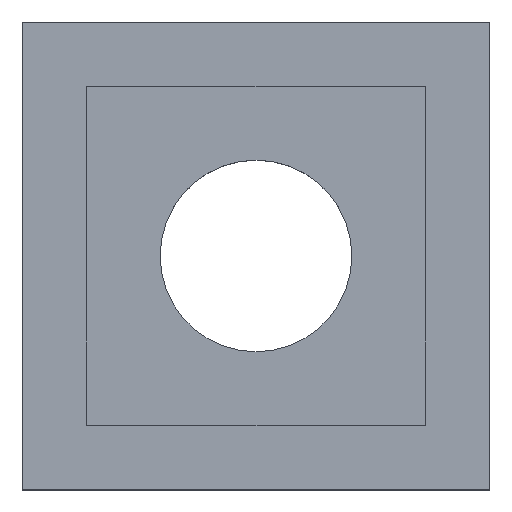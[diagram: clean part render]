
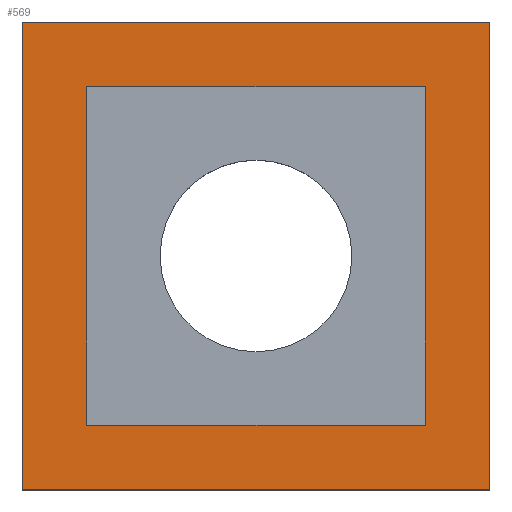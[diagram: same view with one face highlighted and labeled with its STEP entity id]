
A CAD part, top view. The second image highlights one B-rep face of the part: STEP entity #569.
In plain terms, the highlighted planar face has unit normal (0, 0, 1).
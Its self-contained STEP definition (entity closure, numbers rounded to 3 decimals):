
#16 = VECTOR ( 'NONE', #164, 1000. ) ;
#23 = VERTEX_POINT ( 'NONE', #792 ) ;
#49 = CARTESIAN_POINT ( 'NONE',  ( -13.25, 6.55, 7.05 ) ) ;
#86 = DIRECTION ( 'NONE',  ( 0., 1., 0. ) ) ;
#94 = ORIENTED_EDGE ( 'NONE', *, *, #1317, .F. ) ;
#154 = EDGE_CURVE ( 'NONE', #472, #1106, #1423, .T. ) ;
#164 = DIRECTION ( 'NONE',  ( 0., 1., 0. ) ) ;
#167 = EDGE_CURVE ( 'NONE', #1013, #23, #168, .T. ) ;
#168 = LINE ( 'NONE', #1081, #1166 ) ;
#178 = DIRECTION ( 'NONE',  ( -1., 0., 0. ) ) ;
#184 = EDGE_CURVE ( 'NONE', #23, #472, #1385, .T. ) ;
#222 = EDGE_CURVE ( 'NONE', #1106, #1013, #1092, .T. ) ;
#233 = EDGE_CURVE ( 'NONE', #1132, #967, #1254, .T. ) ;
#239 = ORIENTED_EDGE ( 'NONE', *, *, #154, .T. ) ;
#248 = LINE ( 'NONE', #1275, #941 ) ;
#299 = CARTESIAN_POINT ( 'NONE',  ( 18.3, 38.1, 7.05 ) ) ;
#321 = DIRECTION ( 'NONE',  ( 0., 0., 1. ) ) ;
#332 = CARTESIAN_POINT ( 'NONE',  ( -18.3, 38.1, 7.05 ) ) ;
#382 = EDGE_CURVE ( 'NONE', #967, #1244, #1587, .T. ) ;
#383 = CARTESIAN_POINT ( 'NONE',  ( 13.25, 6.55, 7.05 ) ) ;
#472 = VERTEX_POINT ( 'NONE', #383 ) ;
#492 = VECTOR ( 'NONE', #86, 1000. ) ;
#569 = ADVANCED_FACE ( 'NONE', ( #1426, #655 ), #1281, .T. ) ;
#640 = CARTESIAN_POINT ( 'NONE',  ( 18.3, 0.768, 7.05 ) ) ;
#655 = FACE_OUTER_BOUND ( 'NONE', #1030, .T. ) ;
#715 = VECTOR ( 'NONE', #178, 1000. ) ;
#718 = DIRECTION ( 'NONE',  ( 1., 0., 0. ) ) ;
#735 = CARTESIAN_POINT ( 'NONE',  ( -18.3, 1.5, 7.05 ) ) ;
#792 = CARTESIAN_POINT ( 'NONE',  ( 13.25, 33.05, 7.05 ) ) ;
#801 = VECTOR ( 'NONE', #1246, 1000. ) ;
#819 = CARTESIAN_POINT ( 'NONE',  ( -18.3, 38.832, 7.05 ) ) ;
#823 = AXIS2_PLACEMENT_3D ( 'NONE', #947, #321, #718 ) ;
#909 = LINE ( 'NONE', #640, #1641 ) ;
#910 = DIRECTION ( 'NONE',  ( -1., 0., 0. ) ) ;
#926 = DIRECTION ( 'NONE',  ( 1., 0., 0. ) ) ;
#929 = VECTOR ( 'NONE', #1361, 1000. ) ;
#934 = ORIENTED_EDGE ( 'NONE', *, *, #382, .F. ) ;
#941 = VECTOR ( 'NONE', #910, 1000. ) ;
#947 = CARTESIAN_POINT ( 'NONE',  ( 19.032, 0.768, 7.05 ) ) ;
#967 = VERTEX_POINT ( 'NONE', #735 ) ;
#1013 = VERTEX_POINT ( 'NONE', #1643 ) ;
#1019 = CARTESIAN_POINT ( 'NONE',  ( 13.25, 0.768, 7.05 ) ) ;
#1030 = EDGE_LOOP ( 'NONE', ( #1170, #94, #1540, #934 ) ) ;
#1081 = CARTESIAN_POINT ( 'NONE',  ( 19.032, 33.05, 7.05 ) ) ;
#1086 = EDGE_CURVE ( 'NONE', #1109, #1244, #248, .T. ) ;
#1092 = LINE ( 'NONE', #1582, #492 ) ;
#1106 = VERTEX_POINT ( 'NONE', #49 ) ;
#1109 = VERTEX_POINT ( 'NONE', #299 ) ;
#1132 = VERTEX_POINT ( 'NONE', #1560 ) ;
#1166 = VECTOR ( 'NONE', #926, 1000. ) ;
#1170 = ORIENTED_EDGE ( 'NONE', *, *, #233, .F. ) ;
#1244 = VERTEX_POINT ( 'NONE', #332 ) ;
#1246 = DIRECTION ( 'NONE',  ( 0., -1., 0. ) ) ;
#1254 = LINE ( 'NONE', #1640, #929 ) ;
#1275 = CARTESIAN_POINT ( 'NONE',  ( 19.032, 38.1, 7.05 ) ) ;
#1281 = PLANE ( 'NONE',  #823 ) ;
#1316 = DIRECTION ( 'NONE',  ( 0., -1., 0. ) ) ;
#1317 = EDGE_CURVE ( 'NONE', #1109, #1132, #909, .T. ) ;
#1325 = CARTESIAN_POINT ( 'NONE',  ( 19.032, 6.55, 7.05 ) ) ;
#1343 = ORIENTED_EDGE ( 'NONE', *, *, #222, .T. ) ;
#1350 = ORIENTED_EDGE ( 'NONE', *, *, #167, .T. ) ;
#1361 = DIRECTION ( 'NONE',  ( -1., 0., 0. ) ) ;
#1385 = LINE ( 'NONE', #1019, #801 ) ;
#1423 = LINE ( 'NONE', #1325, #715 ) ;
#1426 = FACE_BOUND ( 'NONE', #1577, .T. ) ;
#1507 = ORIENTED_EDGE ( 'NONE', *, *, #184, .T. ) ;
#1540 = ORIENTED_EDGE ( 'NONE', *, *, #1086, .T. ) ;
#1560 = CARTESIAN_POINT ( 'NONE',  ( 18.3, 1.5, 7.05 ) ) ;
#1577 = EDGE_LOOP ( 'NONE', ( #239, #1343, #1350, #1507 ) ) ;
#1582 = CARTESIAN_POINT ( 'NONE',  ( -13.25, 0.768, 7.05 ) ) ;
#1587 = LINE ( 'NONE', #819, #16 ) ;
#1640 = CARTESIAN_POINT ( 'NONE',  ( -19.032, 1.5, 7.05 ) ) ;
#1641 = VECTOR ( 'NONE', #1316, 1000. ) ;
#1643 = CARTESIAN_POINT ( 'NONE',  ( -13.25, 33.05, 7.05 ) ) ;
